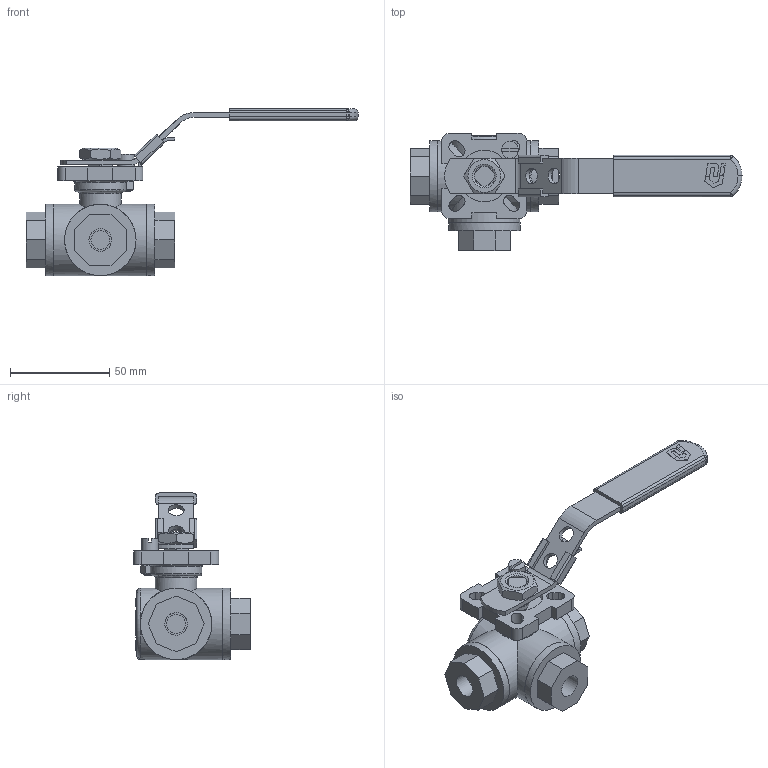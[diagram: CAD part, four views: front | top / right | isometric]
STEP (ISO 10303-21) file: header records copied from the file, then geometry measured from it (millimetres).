
FILE_DESCRIPTION(('HOOPS Exchange Step'),'2;1');
FILE_NAME('GK09_DN8.stp','2025-12-04T16:59:45+01:00',('nieru'),('Unknown organisation'),'HOOPS Exchange 2024.2','HOOPS Exchange','Unknown authorisation');
FILE_SCHEMA( ('AP203_CONFIGURATION_CONTROLLED_3D_DESIGN_OF_MECHANICAL_PARTS_AND_ASSEMBLIES_MIM_LF') );
Length unit declared in the file: millimetre
Products named in the file (2): 0; root
Assembly tree (1 placements, depth 2):
  root
    0
Bounding box: 167.5 x 59 x 84.35 mm (x, y, z)
Volume: 112289.1 mm3; surface area: 42409.2 mm2
Topology: 11 solids, 11 shells, 558 faces, 1529 edges, 1033 vertices
Faces by surface type: plane 317, bspline 133, cylinder 84, sphere 8, torus 8, cone 8
Full cylindrical faces by diameter (mm): 4.134 x1, 5 x1, 8 x2, 8.5 x1, 9 x1, 9.5 x3, 10.106 x1, 11.445 x6, 12 x1, 21 x1, 26 x2, 36 x6
Entity records: 38540 total; most frequent: CARTESIAN_POINT 25323, ORIENTED_EDGE 3058, DIRECTION 2021, EDGE_CURVE 1529, VERTEX_POINT 1033, VECTOR 937, LINE 937, EDGE_LOOP 624
